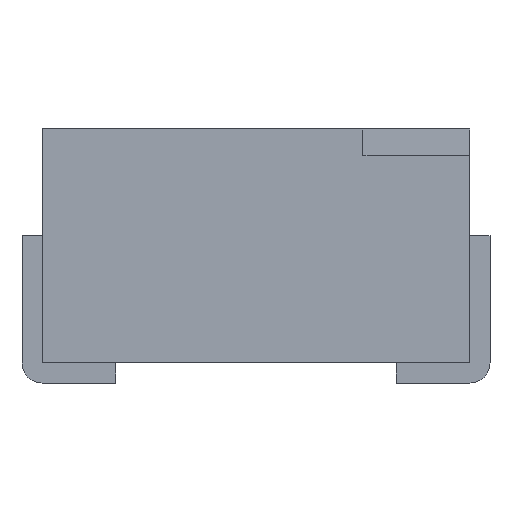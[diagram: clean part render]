
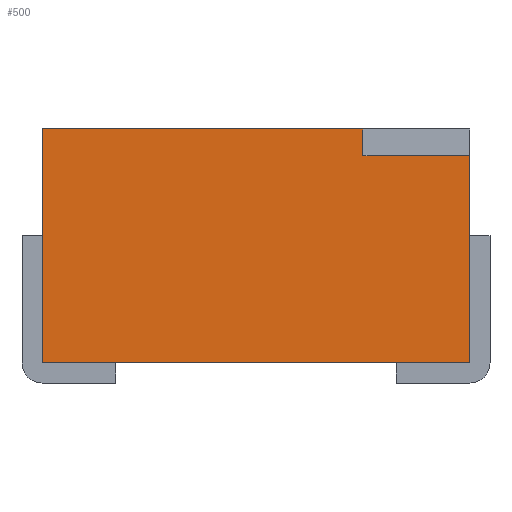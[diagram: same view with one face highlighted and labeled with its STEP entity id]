
A CAD part, front view. The second image highlights one B-rep face of the part: STEP entity #500.
In plain terms, the highlighted planar face has unit normal (0, -1, 0).
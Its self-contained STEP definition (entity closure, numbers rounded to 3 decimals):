
#38=PLANE('',#552);
#67=FACE_OUTER_BOUND('',#99,.T.);
#99=EDGE_LOOP('',(#421,#422,#423,#424,#425,#426));
#133=LINE('',#758,#191);
#137=LINE('',#765,#195);
#141=LINE('',#773,#199);
#142=LINE('',#778,#200);
#147=LINE('',#791,#205);
#150=LINE('',#796,#208);
#191=VECTOR('',#616,10.);
#195=VECTOR('',#622,10.);
#199=VECTOR('',#628,10.);
#200=VECTOR('',#633,10.);
#205=VECTOR('',#646,10.);
#208=VECTOR('',#653,10.);
#251=VERTEX_POINT('',#754);
#253=VERTEX_POINT('',#757);
#255=VERTEX_POINT('',#763);
#258=VERTEX_POINT('',#771);
#260=VERTEX_POINT('',#777);
#263=VERTEX_POINT('',#788);
#303=EDGE_CURVE('',#253,#251,#133,.T.);
#307=EDGE_CURVE('',#255,#253,#137,.T.);
#311=EDGE_CURVE('',#258,#251,#141,.T.);
#313=EDGE_CURVE('',#260,#255,#142,.T.);
#319=EDGE_CURVE('',#263,#258,#147,.T.);
#322=EDGE_CURVE('',#260,#263,#150,.T.);
#421=ORIENTED_EDGE('',*,*,#303,.T.);
#422=ORIENTED_EDGE('',*,*,#311,.F.);
#423=ORIENTED_EDGE('',*,*,#319,.F.);
#424=ORIENTED_EDGE('',*,*,#322,.F.);
#425=ORIENTED_EDGE('',*,*,#313,.T.);
#426=ORIENTED_EDGE('',*,*,#307,.T.);
#500=ADVANCED_FACE('',(#67),#38,.T.);
#552=AXIS2_PLACEMENT_3D('',#795,#651,#652);
#616=DIRECTION('',(0.,0.,1.));
#622=DIRECTION('',(-1.,0.,0.));
#628=DIRECTION('',(1.,0.,0.));
#633=DIRECTION('',(0.,0.,1.));
#646=DIRECTION('',(0.,0.,1.));
#651=DIRECTION('center_axis',(0.,-1.,0.));
#652=DIRECTION('ref_axis',(1.,0.,0.));
#653=DIRECTION('',(-1.,0.,0.));
#754=CARTESIAN_POINT('',(0.8,-1.4,1.9));
#757=CARTESIAN_POINT('',(0.8,-1.4,1.7));
#758=CARTESIAN_POINT('',(0.8,-1.4,1.025));
#763=CARTESIAN_POINT('',(1.6,-1.4,1.7));
#765=CARTESIAN_POINT('',(-0.2,-1.4,1.7));
#771=CARTESIAN_POINT('',(-1.6,-1.4,1.9));
#773=CARTESIAN_POINT('',(1.6,-1.4,1.9));
#777=CARTESIAN_POINT('',(1.6,-1.4,0.15));
#778=CARTESIAN_POINT('',(1.6,-1.4,0.15));
#788=CARTESIAN_POINT('',(-1.6,-1.4,0.15));
#791=CARTESIAN_POINT('',(-1.6,-1.4,0.15));
#795=CARTESIAN_POINT('Origin',(-1.6,-1.4,0.15));
#796=CARTESIAN_POINT('',(1.6,-1.4,0.15));
